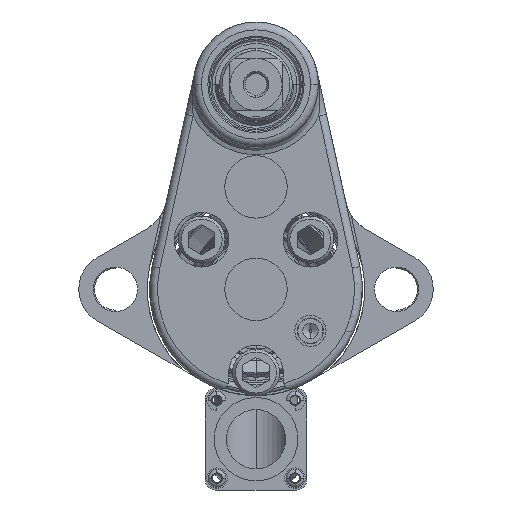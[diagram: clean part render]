
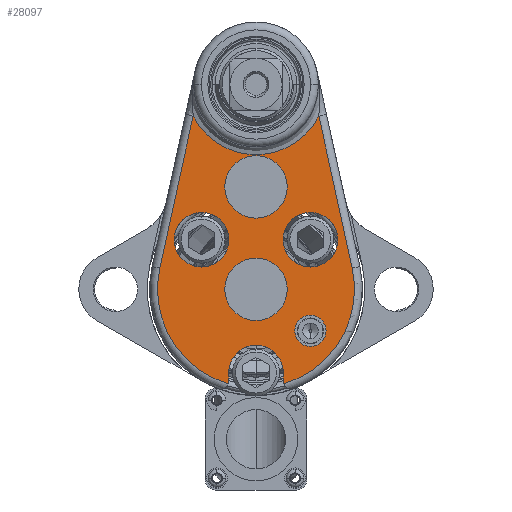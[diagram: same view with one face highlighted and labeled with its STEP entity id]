
A CAD part, left-side view. The second image highlights one B-rep face of the part: STEP entity #28097.
In plain terms, the highlighted planar face has unit normal (-1, 0, 0).
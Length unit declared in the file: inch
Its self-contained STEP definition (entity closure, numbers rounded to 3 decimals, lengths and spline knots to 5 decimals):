
#27546=CARTESIAN_POINT('',(-17.1369,0.005,0.));
#27547=DIRECTION('',(-1.,0.,0.));
#27548=DIRECTION('',(0.,0.,-1.));
#27549=AXIS2_PLACEMENT_3D('',#27546,#27547,#27548);
#27551=CARTESIAN_POINT('',(-17.1369,0.005,0.));
#27552=DIRECTION('',(-1.,0.,0.));
#27553=DIRECTION('',(0.,0.,1.));
#27554=AXIS2_PLACEMENT_3D('',#27551,#27552,#27553);
#27556=CARTESIAN_POINT('',(-17.1369,0.005,1.2293));
#27557=DIRECTION('',(-1.,0.,0.));
#27558=DIRECTION('',(0.,0.,-1.));
#27559=AXIS2_PLACEMENT_3D('',#27556,#27557,#27558);
#27561=CARTESIAN_POINT('',(-17.1369,0.005,1.2293));
#27562=DIRECTION('',(-1.,0.,0.));
#27563=DIRECTION('',(0.,0.,1.));
#27564=AXIS2_PLACEMENT_3D('',#27561,#27562,#27563);
#27566=CARTESIAN_POINT('',(-17.1369,0.658,0.595));
#27567=DIRECTION('',(-1.,0.,0.));
#27568=DIRECTION('',(0.,0.,1.));
#27569=AXIS2_PLACEMENT_3D('',#27566,#27567,#27568);
#27571=CARTESIAN_POINT('',(-17.1369,0.658,0.595));
#27572=DIRECTION('',(-1.,0.,0.));
#27573=DIRECTION('',(0.,0.,-1.));
#27574=AXIS2_PLACEMENT_3D('',#27571,#27572,#27573);
#27576=CARTESIAN_POINT('',(-17.1369,-0.648,0.595));
#27577=DIRECTION('',(-1.,0.,0.));
#27578=DIRECTION('',(0.,0.,-1.));
#27579=AXIS2_PLACEMENT_3D('',#27576,#27577,#27578);
#27581=CARTESIAN_POINT('',(-17.1369,-0.648,0.595));
#27582=DIRECTION('',(-1.,0.,0.));
#27583=DIRECTION('',(0.,0.,1.));
#27584=AXIS2_PLACEMENT_3D('',#27581,#27582,#27583);
#27586=CARTESIAN_POINT('',(-17.1369,-0.417,-1.10517));
#27587=DIRECTION('',(-1.,0.,0.));
#27588=DIRECTION('',(0.,1.,0.));
#27589=AXIS2_PLACEMENT_3D('',#27586,#27587,#27588);
#27591=DIRECTION('',(0.,0.,1.));
#27592=VECTOR('',#27591,0.10517);
#27593=CARTESIAN_POINT('',(-17.1369,-0.323,-1.10517));
#27594=LINE('',#27593,#27592);
#27595=CARTESIAN_POINT('',(-17.1369,0.005,-1.));
#27596=DIRECTION('',(-1.,0.,0.));
#27597=DIRECTION('',(0.,-1.,0.));
#27598=AXIS2_PLACEMENT_3D('',#27595,#27596,#27597);
#27600=DIRECTION('',(0.,0.,-1.));
#27601=VECTOR('',#27600,0.10517);
#27602=CARTESIAN_POINT('',(-17.1369,0.333,-1.));
#27603=LINE('',#27602,#27601);
#27604=CARTESIAN_POINT('',(-17.1369,0.427,-1.10517));
#27605=DIRECTION('',(-1.,0.,0.));
#27606=DIRECTION('',(0.,-0.948,-0.319));
#27607=AXIS2_PLACEMENT_3D('',#27604,#27605,#27606);
#27609=CARTESIAN_POINT('',(-17.1369,-0.648,-0.5));
#27610=DIRECTION('',(-1.,0.,0.));
#27611=DIRECTION('',(0.,0.,1.));
#27612=AXIS2_PLACEMENT_3D('',#27609,#27610,#27611);
#27614=CARTESIAN_POINT('',(-17.1369,-0.648,-0.5));
#27615=DIRECTION('',(-1.,0.,0.));
#27616=DIRECTION('',(0.,0.,-1.));
#27617=AXIS2_PLACEMENT_3D('',#27614,#27615,#27616);
#27733=CARTESIAN_POINT('',(-17.1369,0.005,2.459));
#27734=DIRECTION('',(1.,0.,0.));
#27735=DIRECTION('',(0.,-0.894,-0.448));
#27736=AXIS2_PLACEMENT_3D('',#27733,#27734,#27735);
#27746=CARTESIAN_POINT('',(-17.1369,0.75957,
2.08089));
#27758=DIRECTION('',(0.,0.214,-0.977));
#27759=VECTOR('',#27758,1.87083);
#27760=CARTESIAN_POINT('',(-17.1369,0.75957,
2.08089));
#27761=LINE('',#27760,#27759);
#27782=CARTESIAN_POINT('',(-17.1369,0.005,0.));
#27783=DIRECTION('',(-1.,0.,0.));
#27784=DIRECTION('',(0.,-0.281,-0.96));
#27785=AXIS2_PLACEMENT_3D('',#27782,#27783,#27784);
#27812=CARTESIAN_POINT('',(-17.1369,0.005,0.));
#27813=DIRECTION('',(-1.,0.,0.));
#27814=DIRECTION('',(0.,0.977,0.214));
#27815=AXIS2_PLACEMENT_3D('',#27812,#27813,#27814);
#27817=DIRECTION('',(0.,0.214,0.977));
#27818=VECTOR('',#27817,1.87083);
#27819=CARTESIAN_POINT('',(-17.1369,-1.15051,0.25353));
#27820=LINE('',#27819,#27818);
#27959=VERTEX_POINT('',#27746);
#27961=CARTESIAN_POINT('',(-17.1369,1.16051,0.25353));
#27962=VERTEX_POINT('',#27961);
#27965=CARTESIAN_POINT('',(-17.1369,-1.15051,0.25353));
#27966=CARTESIAN_POINT('',(-17.1369,-0.74957,
2.08089));
#27967=VERTEX_POINT('',#27965);
#27968=VERTEX_POINT('',#27966);
#27974=CARTESIAN_POINT('',(-17.1369,0.005,-0.375));
#27975=CARTESIAN_POINT('',(-17.1369,0.005,0.375));
#27976=VERTEX_POINT('',#27974);
#27977=VERTEX_POINT('',#27975);
#27978=CARTESIAN_POINT('',(-17.1369,0.005,0.8543));
#27979=CARTESIAN_POINT('',(-17.1369,0.005,1.6043));
#27980=VERTEX_POINT('',#27978);
#27981=VERTEX_POINT('',#27979);
#27990=CARTESIAN_POINT('',(-17.1369,0.658,0.2665));
#27991=CARTESIAN_POINT('',(-17.1369,0.658,0.9235));
#27992=VERTEX_POINT('',#27990);
#27993=VERTEX_POINT('',#27991);
#27994=CARTESIAN_POINT('',(-17.1369,-0.648,0.2665));
#27995=CARTESIAN_POINT('',(-17.1369,-0.648,0.9235));
#27996=VERTEX_POINT('',#27994);
#27997=VERTEX_POINT('',#27995);
#27998=CARTESIAN_POINT('',(-17.1369,-0.323,-1.10517));
#27999=CARTESIAN_POINT('',(-17.1369,-0.32792,-1.13519));
#28000=VERTEX_POINT('',#27998);
#28001=VERTEX_POINT('',#27999);
#28002=CARTESIAN_POINT('',(-17.1369,-0.323,-1.));
#28003=VERTEX_POINT('',#28002);
#28004=CARTESIAN_POINT('',(-17.1369,0.333,-1.));
#28005=VERTEX_POINT('',#28004);
#28006=CARTESIAN_POINT('',(-17.1369,0.333,-1.10517));
#28007=VERTEX_POINT('',#28006);
#28008=CARTESIAN_POINT('',(-17.1369,0.33792,-1.13519));
#28009=VERTEX_POINT('',#28008);
#28032=CARTESIAN_POINT('',(-17.1369,-0.648,-0.6875));
#28033=CARTESIAN_POINT('',(-17.1369,-0.648,-0.3125));
#28034=VERTEX_POINT('',#28032);
#28035=VERTEX_POINT('',#28033);
#28040=CARTESIAN_POINT('',(-17.1369,0.005,0.));
#28041=DIRECTION('',(1.,0.,0.));
#28042=DIRECTION('',(0.,-1.,0.));
#28043=AXIS2_PLACEMENT_3D('',#28040,#28041,#28042);
#28044=PLANE('',#28043);
#28046=ORIENTED_EDGE('',*,*,#28045,.F.);
#28048=ORIENTED_EDGE('',*,*,#28047,.T.);
#28050=ORIENTED_EDGE('',*,*,#28049,.T.);
#28052=ORIENTED_EDGE('',*,*,#28051,.T.);
#28054=ORIENTED_EDGE('',*,*,#28053,.F.);
#28056=ORIENTED_EDGE('',*,*,#28055,.F.);
#28058=ORIENTED_EDGE('',*,*,#28057,.F.);
#28060=ORIENTED_EDGE('',*,*,#28059,.F.);
#28062=ORIENTED_EDGE('',*,*,#28061,.F.);
#28064=ORIENTED_EDGE('',*,*,#28063,.F.);
#28065=EDGE_LOOP('',(#28046,#28048,#28050,#28052,#28054,#28056,#28058,#28060,
#28062,#28064));
#28066=FACE_OUTER_BOUND('',#28065,.F.);
#28068=ORIENTED_EDGE('',*,*,#28067,.T.);
#28070=ORIENTED_EDGE('',*,*,#28069,.T.);
#28071=EDGE_LOOP('',(#28068,#28070));
#28072=FACE_BOUND('',#28071,.F.);
#28074=ORIENTED_EDGE('',*,*,#28073,.T.);
#28076=ORIENTED_EDGE('',*,*,#28075,.T.);
#28077=EDGE_LOOP('',(#28074,#28076));
#28078=FACE_BOUND('',#28077,.F.);
#28080=ORIENTED_EDGE('',*,*,#28079,.T.);
#28082=ORIENTED_EDGE('',*,*,#28081,.T.);
#28083=EDGE_LOOP('',(#28080,#28082));
#28084=FACE_BOUND('',#28083,.F.);
#28086=ORIENTED_EDGE('',*,*,#28085,.T.);
#28088=ORIENTED_EDGE('',*,*,#28087,.T.);
#28089=EDGE_LOOP('',(#28086,#28088));
#28090=FACE_BOUND('',#28089,.F.);
#28092=ORIENTED_EDGE('',*,*,#28091,.T.);
#28094=ORIENTED_EDGE('',*,*,#28093,.T.);
#28095=EDGE_LOOP('',(#28092,#28094));
#28096=FACE_BOUND('',#28095,.F.);
#28097=ADVANCED_FACE('',(#28066,#28072,#28078,#28084,#28090,#28096),#28044,.F.);
#27550=CIRCLE('',#27549,0.375);
#27555=CIRCLE('',#27554,0.375);
#27560=CIRCLE('',#27559,0.375);
#27565=CIRCLE('',#27564,0.375);
#27570=CIRCLE('',#27569,0.3285);
#27575=CIRCLE('',#27574,0.3285);
#27580=CIRCLE('',#27579,0.3285);
#27585=CIRCLE('',#27584,0.3285);
#27590=CIRCLE('',#27589,0.094);
#27599=CIRCLE('',#27598,0.328);
#27608=CIRCLE('',#27607,0.094);
#27613=CIRCLE('',#27612,0.1875);
#27618=CIRCLE('',#27617,0.1875);
#27737=CIRCLE('',#27736,0.844);
#27786=CIRCLE('',#27785,1.183);
#27816=CIRCLE('',#27815,1.183);
#28045=EDGE_CURVE('',#28000,#28001,#27590,.T.);
#28047=EDGE_CURVE('',#28000,#28003,#27594,.T.);
#28049=EDGE_CURVE('',#28003,#28005,#27599,.T.);
#28051=EDGE_CURVE('',#28005,#28007,#27603,.T.);
#28053=EDGE_CURVE('',#28009,#28007,#27608,.T.);
#28055=EDGE_CURVE('',#27962,#28009,#27816,.T.);
#28057=EDGE_CURVE('',#27959,#27962,#27761,.T.);
#28059=EDGE_CURVE('',#27968,#27959,#27737,.T.);
#28061=EDGE_CURVE('',#27967,#27968,#27820,.T.);
#28063=EDGE_CURVE('',#28001,#27967,#27786,.T.);
#28067=EDGE_CURVE('',#27976,#27977,#27550,.T.);
#28069=EDGE_CURVE('',#27977,#27976,#27555,.T.);
#28073=EDGE_CURVE('',#27980,#27981,#27560,.T.);
#28075=EDGE_CURVE('',#27981,#27980,#27565,.T.);
#28079=EDGE_CURVE('',#27993,#27992,#27570,.T.);
#28081=EDGE_CURVE('',#27992,#27993,#27575,.T.);
#28085=EDGE_CURVE('',#27996,#27997,#27580,.T.);
#28087=EDGE_CURVE('',#27997,#27996,#27585,.T.);
#28091=EDGE_CURVE('',#28035,#28034,#27613,.T.);
#28093=EDGE_CURVE('',#28034,#28035,#27618,.T.);
